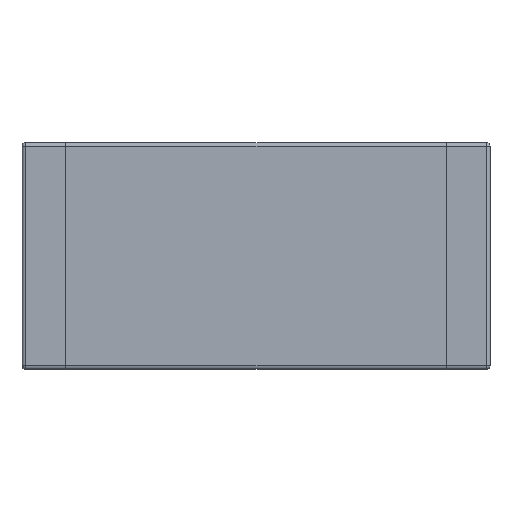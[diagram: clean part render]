
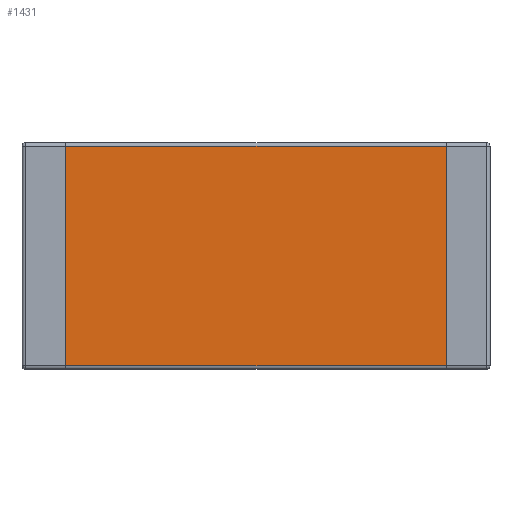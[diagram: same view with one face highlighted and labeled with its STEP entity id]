
A CAD part, front view. The second image highlights one B-rep face of the part: STEP entity #1431.
In plain terms, the highlighted planar face has unit normal (0, -1, 0).
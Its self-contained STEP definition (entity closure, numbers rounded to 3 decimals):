
#129 = DIRECTION ( 'NONE',  ( 1., 0., 0. ) ) ;
#130 = VECTOR ( 'NONE', #129, 1000. ) ;
#131 = CARTESIAN_POINT ( 'NONE',  ( 3.2, 0., -1.5 ) ) ;
#132 = LINE ( 'NONE', #131, #130 ) ;
#133 = DIRECTION ( 'NONE',  ( -1., 0., 0. ) ) ;
#134 = VECTOR ( 'NONE', #133, 1000. ) ;
#135 = CARTESIAN_POINT ( 'NONE',  ( -3.2, 0., 1.5 ) ) ;
#136 = LINE ( 'NONE', #135, #134 ) ;
#186 = DIRECTION ( 'NONE',  ( 0., 0., -1. ) ) ;
#187 = VECTOR ( 'NONE', #186, 1000. ) ;
#188 = CARTESIAN_POINT ( 'NONE',  ( 2.6, 0., -1.55 ) ) ;
#189 = LINE ( 'NONE', #188, #187 ) ;
#206 = CARTESIAN_POINT ( 'NONE',  ( 2.6, 0., 1.5 ) ) ;
#251 = CARTESIAN_POINT ( 'NONE',  ( -2.6, 0., -1.5 ) ) ;
#283 = LINE ( 'NONE', #336, #335 ) ;
#284 = CARTESIAN_POINT ( 'NONE',  ( 2.6, 0., -1.5 ) ) ;
#334 = DIRECTION ( 'NONE',  ( 0., 0., 1. ) ) ;
#335 = VECTOR ( 'NONE', #334, 1000. ) ;
#336 = CARTESIAN_POINT ( 'NONE',  ( -2.6, 0., -1.55 ) ) ;
#709 = CARTESIAN_POINT ( 'NONE',  ( -2.6, 0., 1.5 ) ) ;
#887 = FACE_OUTER_BOUND ( 'NONE', #1432, .T. ) ;
#927 = DIRECTION ( 'NONE',  ( 0., 0., -1. ) ) ;
#928 = DIRECTION ( 'NONE',  ( 0., -1., 0. ) ) ;
#929 = CARTESIAN_POINT ( 'NONE',  ( 3.2, 0., -1.55 ) ) ;
#930 = AXIS2_PLACEMENT_3D ( 'NONE', #929, #928, #927 ) ;
#931 = PLANE ( 'NONE',  #930 ) ;
#1188 = ORIENTED_EDGE ( 'NONE', *, *, #1204, .F. ) ;
#1189 = EDGE_CURVE ( 'NONE', #1216, #1367, #136, .T. ) ;
#1190 = EDGE_CURVE ( 'NONE', #1221, #1250, #132, .T. ) ;
#1191 = ORIENTED_EDGE ( 'NONE', *, *, #1189, .T. ) ;
#1204 = EDGE_CURVE ( 'NONE', #1216, #1250, #189, .T. ) ;
#1216 = VERTEX_POINT ( 'NONE', #206 ) ;
#1217 = ORIENTED_EDGE ( 'NONE', *, *, #1251, .F. ) ;
#1221 = VERTEX_POINT ( 'NONE', #251 ) ;
#1244 = ORIENTED_EDGE ( 'NONE', *, *, #1190, .T. ) ;
#1250 = VERTEX_POINT ( 'NONE', #284 ) ;
#1251 = EDGE_CURVE ( 'NONE', #1221, #1367, #283, .T. ) ;
#1367 = VERTEX_POINT ( 'NONE', #709 ) ;
#1431 = ADVANCED_FACE ( 'NONE', ( #887 ), #931, .T. ) ;
#1432 = EDGE_LOOP ( 'NONE', ( #1217, #1244, #1188, #1191 ) ) ;
